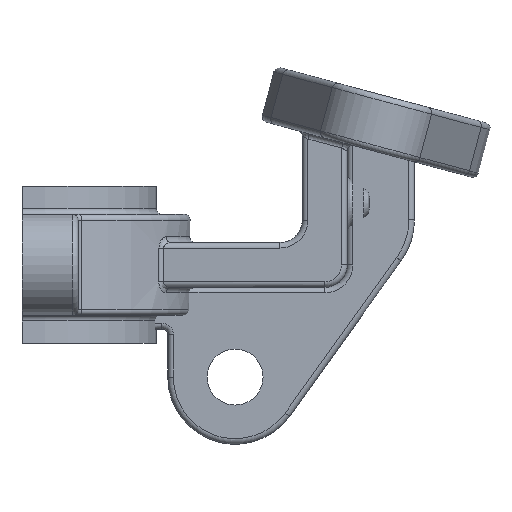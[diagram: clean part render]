
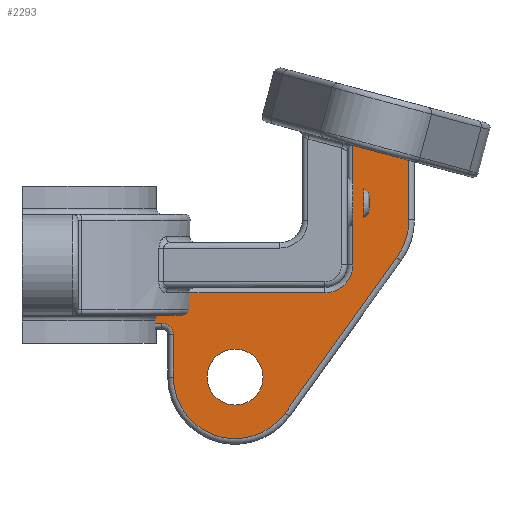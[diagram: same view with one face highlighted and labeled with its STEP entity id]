
A CAD part, left-side view. The second image highlights one B-rep face of the part: STEP entity #2293.
In plain terms, the highlighted planar face has unit normal (-1, 0, 0).
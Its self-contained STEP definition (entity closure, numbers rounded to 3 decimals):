
#68=FACE_BOUND('',#504,.T.);
#106=CIRCLE('',#2472,5.);
#110=CIRCLE('',#2478,5.);
#111=CIRCLE('',#2479,2.);
#112=CIRCLE('',#2480,11.);
#113=CIRCLE('',#2481,11.522);
#354=FACE_OUTER_BOUND('',#503,.T.);
#503=EDGE_LOOP('',(#1614,#1615,#1616,#1617,#1618,#1619,#1620,#1621,#1622,
#1623,#1624,#1625,#1626,#1627));
#504=EDGE_LOOP('',(#1628));
#660=LINE('',#3626,#817);
#663=LINE('',#3634,#820);
#666=LINE('',#3640,#823);
#676=LINE('',#3668,#833);
#687=LINE('',#3707,#844);
#688=LINE('',#3710,#845);
#689=LINE('',#3712,#846);
#690=LINE('',#3716,#847);
#691=LINE('',#3720,#848);
#692=LINE('',#3723,#849);
#817=VECTOR('',#2810,1.565);
#820=VECTOR('',#2817,1.429);
#823=VECTOR('',#2822,4.041);
#833=VECTOR('',#2848,10.353);
#844=VECTOR('',#2887,21.34);
#845=VECTOR('',#2890,29.425);
#846=VECTOR('',#2891,2.294);
#847=VECTOR('',#2894,7.546);
#848=VECTOR('',#2897,34.129);
#849=VECTOR('',#2900,10.631);
#975=VERTEX_POINT('',#3623);
#976=VERTEX_POINT('',#3625);
#979=VERTEX_POINT('',#3633);
#981=VERTEX_POINT('',#3639);
#990=VERTEX_POINT('',#3665);
#991=VERTEX_POINT('',#3667);
#998=VERTEX_POINT('',#3688);
#1005=VERTEX_POINT('',#3706);
#1006=VERTEX_POINT('',#3708);
#1007=VERTEX_POINT('',#3711);
#1008=VERTEX_POINT('',#3713);
#1009=VERTEX_POINT('',#3715);
#1010=VERTEX_POINT('',#3717);
#1011=VERTEX_POINT('',#3719);
#1012=VERTEX_POINT('',#3721);
#1195=EDGE_CURVE('',#975,#976,#660,.T.);
#1199=EDGE_CURVE('',#976,#979,#663,.T.);
#1202=EDGE_CURVE('',#979,#981,#666,.T.);
#1216=EDGE_CURVE('',#990,#991,#676,.T.);
#1228=EDGE_CURVE('',#998,#998,#106,.T.);
#1236=EDGE_CURVE('',#990,#1005,#687,.F.);
#1237=EDGE_CURVE('',#1005,#1006,#110,.T.);
#1238=EDGE_CURVE('',#1006,#981,#688,.F.);
#1239=EDGE_CURVE('',#975,#1007,#689,.F.);
#1240=EDGE_CURVE('',#1007,#1008,#111,.T.);
#1241=EDGE_CURVE('',#1008,#1009,#690,.F.);
#1242=EDGE_CURVE('',#1009,#1010,#112,.F.);
#1243=EDGE_CURVE('',#1010,#1011,#691,.F.);
#1244=EDGE_CURVE('',#1011,#1012,#113,.F.);
#1245=EDGE_CURVE('',#1012,#991,#692,.F.);
#1614=ORIENTED_EDGE('',*,*,#1216,.F.);
#1615=ORIENTED_EDGE('',*,*,#1236,.T.);
#1616=ORIENTED_EDGE('',*,*,#1237,.T.);
#1617=ORIENTED_EDGE('',*,*,#1238,.T.);
#1618=ORIENTED_EDGE('',*,*,#1202,.F.);
#1619=ORIENTED_EDGE('',*,*,#1199,.F.);
#1620=ORIENTED_EDGE('',*,*,#1195,.F.);
#1621=ORIENTED_EDGE('',*,*,#1239,.T.);
#1622=ORIENTED_EDGE('',*,*,#1240,.T.);
#1623=ORIENTED_EDGE('',*,*,#1241,.T.);
#1624=ORIENTED_EDGE('',*,*,#1242,.T.);
#1625=ORIENTED_EDGE('',*,*,#1243,.T.);
#1626=ORIENTED_EDGE('',*,*,#1244,.T.);
#1627=ORIENTED_EDGE('',*,*,#1245,.T.);
#1628=ORIENTED_EDGE('',*,*,#1228,.T.);
#2249=PLANE('',#2477);
#2293=ADVANCED_FACE('',(#354,#68),#2249,.F.);
#2472=AXIS2_PLACEMENT_3D('',#3690,#2871,#2872);
#2477=AXIS2_PLACEMENT_3D('',#3705,#2885,#2886);
#2478=AXIS2_PLACEMENT_3D('',#3709,#2888,#2889);
#2479=AXIS2_PLACEMENT_3D('',#3714,#2892,#2893);
#2480=AXIS2_PLACEMENT_3D('',#3718,#2895,#2896);
#2481=AXIS2_PLACEMENT_3D('',#3722,#2898,#2899);
#2810=DIRECTION('',(0.,0.027,1.));
#2817=DIRECTION('',(0.,-1.,0.));
#2822=DIRECTION('',(0.,-0.142,0.99));
#2848=DIRECTION('',(0.,-0.966,-0.259));
#2871=DIRECTION('center_axis',(1.,0.,0.));
#2872=DIRECTION('ref_axis',(0.,0.,-1.));
#2885=DIRECTION('center_axis',(1.,0.,0.));
#2886=DIRECTION('ref_axis',(0.,0.,-1.));
#2887=DIRECTION('',(0.,0.,1.));
#2888=DIRECTION('center_axis',(1.,0.,0.));
#2889=DIRECTION('ref_axis',(0.,0.,-1.));
#2890=DIRECTION('',(0.,-1.,0.));
#2891=DIRECTION('',(0.,0.999,-0.047));
#2892=DIRECTION('center_axis',(1.,0.,0.));
#2893=DIRECTION('ref_axis',(0.,0.,-1.));
#2894=DIRECTION('',(0.,0.,1.));
#2895=DIRECTION('center_axis',(1.,0.,0.));
#2896=DIRECTION('ref_axis',(0.,0.,-1.));
#2897=DIRECTION('',(0.,0.583,-0.812));
#2898=DIRECTION('center_axis',(1.,0.,0.));
#2899=DIRECTION('ref_axis',(0.,0.,-1.));
#2900=DIRECTION('',(0.,0.,-1.));
#3623=CARTESIAN_POINT('',(-3.,-22.614,-10.564));
#3625=CARTESIAN_POINT('',(-3.,-22.571,-9.));
#3626=CARTESIAN_POINT('',(-3.,-22.614,-10.564));
#3633=CARTESIAN_POINT('',(-3.,-24.,-9.));
#3634=CARTESIAN_POINT('',(-3.,-22.571,-9.));
#3639=CARTESIAN_POINT('',(-3.,-24.575,-5.));
#3640=CARTESIAN_POINT('',(-3.,-24.,-9.));
#3665=CARTESIAN_POINT('',(-3.,-59.,21.34));
#3667=CARTESIAN_POINT('',(-3.,-69.,18.66));
#3668=CARTESIAN_POINT('',(-3.,-59.,21.34));
#3688=CARTESIAN_POINT('',(-3.,-38.,-25.));
#3690=CARTESIAN_POINT('Origin',(-3.,-38.,-20.));
#3705=CARTESIAN_POINT('Origin',(-3.,0.,0.));
#3706=CARTESIAN_POINT('',(-3.,-59.,0.));
#3707=CARTESIAN_POINT('',(-3.,-59.,0.));
#3708=CARTESIAN_POINT('',(-3.,-54.,-5.));
#3709=CARTESIAN_POINT('Origin',(-3.,-54.,0.));
#3710=CARTESIAN_POINT('',(-3.,-24.575,-5.));
#3711=CARTESIAN_POINT('',(-3.,-24.905,-10.456));
#3712=CARTESIAN_POINT('',(-3.,-24.905,-10.456));
#3713=CARTESIAN_POINT('',(-3.,-27.,-12.454));
#3714=CARTESIAN_POINT('Origin',(-3.,-25.,-12.454));
#3715=CARTESIAN_POINT('',(-3.,-27.,-20.));
#3716=CARTESIAN_POINT('',(-3.,-27.,-20.));
#3717=CARTESIAN_POINT('',(-3.,-46.936,-26.415));
#3718=CARTESIAN_POINT('Origin',(-3.,-38.,-20.));
#3719=CARTESIAN_POINT('',(-3.,-66.838,1.31));
#3720=CARTESIAN_POINT('',(-3.,-66.838,1.31));
#3721=CARTESIAN_POINT('',(-3.,-69.,8.029));
#3722=CARTESIAN_POINT('Origin',(-3.,-57.478,8.029));
#3723=CARTESIAN_POINT('',(-3.,-69.,18.66));
